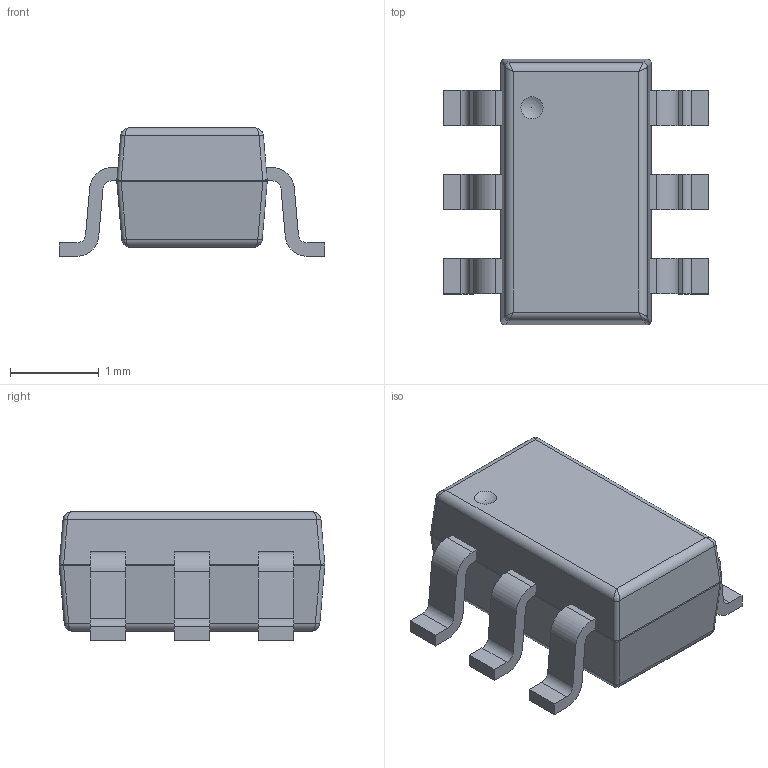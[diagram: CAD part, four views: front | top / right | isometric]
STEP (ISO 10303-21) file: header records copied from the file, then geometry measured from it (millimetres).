
FILE_DESCRIPTION(('FreeCAD Model'),'2;1');
FILE_NAME('SOT23-6.step', '2016-03-20T23:44:48',('Author'),(''), 'Open CASCADE STEP processor 6.8','FreeCAD','Unknown');
FILE_SCHEMA(('AUTOMOTIVE_DESIGN_CC2 { 1 2 10303 214 -1 1 5 4 }'));
Length unit declared in the file: millimetre
Products named in the file (7): MO-178AB; MO-178AB001; MO-178AB004; MO-178AB003; MO-178AB002; MO-178AB006; MO-178AB005
Bounding box: 3 x 3 x 1.45 mm (x, y, z)
Volume: 7 mm3; surface area: 31.5 mm2
Topology: 7 solids, 7 shells, 127 faces, 307 edges, 186 vertices
Faces by surface type: plane 70, cylinder 44, bspline 12, sphere 1
Entity records: 13579 total; most frequent: CARTESIAN_POINT 7038, DIRECTION 892, ORIENTED_EDGE 596, PCURVE 596, DEFINITIONAL_REPRESENTATION 596, LINE 538, VECTOR 538, EDGE_CURVE 298
